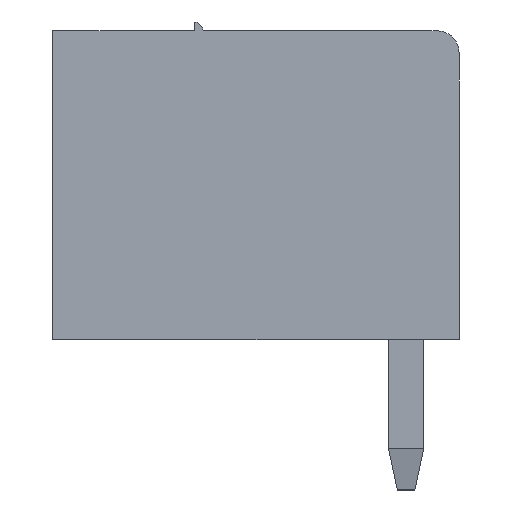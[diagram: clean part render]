
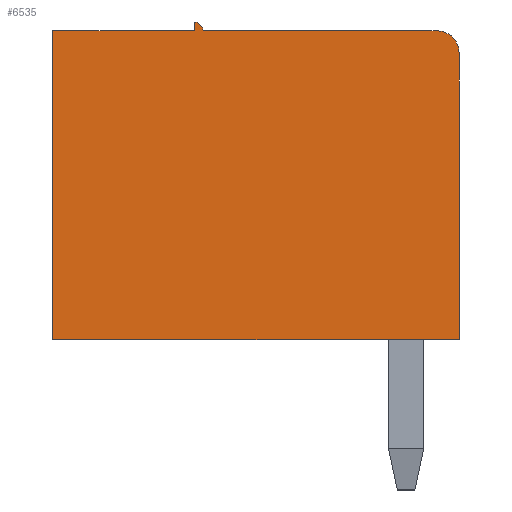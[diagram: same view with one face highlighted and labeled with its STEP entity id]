
A CAD part, left-side view. The second image highlights one B-rep face of the part: STEP entity #6535.
In plain terms, the highlighted planar face has unit normal (-1, 0, 0).
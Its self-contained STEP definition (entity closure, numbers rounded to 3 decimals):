
#474 = VERTEX_POINT ( 'NONE', #27617 ) ;
#534 = CARTESIAN_POINT ( 'NONE',  ( 0., 9.2, 0. ) ) ;
#894 = ORIENTED_EDGE ( 'NONE', *, *, #33571, .T. ) ;
#1053 = EDGE_CURVE ( 'NONE', #24575, #7357, #4343, .T. ) ;
#1564 = CARTESIAN_POINT ( 'NONE',  ( 0., 0., 6.5 ) ) ;
#3074 = CARTESIAN_POINT ( 'NONE',  ( 0., 6., 7. ) ) ;
#4343 = LINE ( 'NONE', #17666, #39497 ) ;
#4955 = DIRECTION ( 'NONE',  ( 0., 0., -1. ) ) ;
#6092 = CARTESIAN_POINT ( 'NONE',  ( 0., 9.2, 0. ) ) ;
#6430 = EDGE_CURVE ( 'NONE', #28606, #474, #31459, .T. ) ;
#6535 = ADVANCED_FACE ( 'NONE', ( #20458 ), #8139, .F. ) ;
#7113 = DIRECTION ( 'NONE',  ( 0., -1., 0. ) ) ;
#7357 = VERTEX_POINT ( 'NONE', #11853 ) ;
#7763 = EDGE_CURVE ( 'NONE', #27721, #28982, #10792, .T. ) ;
#8139 = PLANE ( 'NONE',  #36421 ) ;
#9194 = CARTESIAN_POINT ( 'NONE',  ( 0., 0., 7. ) ) ;
#10169 = CARTESIAN_POINT ( 'NONE',  ( 0., 9.2, 7. ) ) ;
#10597 = DIRECTION ( 'NONE',  ( 1., 0., 0. ) ) ;
#10792 = LINE ( 'NONE', #534, #29434 ) ;
#11853 = CARTESIAN_POINT ( 'NONE',  ( 0., 0.5, 7. ) ) ;
#12141 = VERTEX_POINT ( 'NONE', #1564 ) ;
#12635 = DIRECTION ( 'NONE',  ( -1., 0., 0. ) ) ;
#14675 = DIRECTION ( 'NONE',  ( 0., 0., -1. ) ) ;
#15330 = VECTOR ( 'NONE', #4955, 1000. ) ;
#15475 = EDGE_CURVE ( 'NONE', #21652, #474, #40498, .T. ) ;
#15722 = VECTOR ( 'NONE', #29894, 1000. ) ;
#15818 = DIRECTION ( 'NONE',  ( 0., -1., 0. ) ) ;
#16729 = DIRECTION ( 'NONE',  ( 0., 0., 1. ) ) ;
#17083 = ORIENTED_EDGE ( 'NONE', *, *, #43294, .T. ) ;
#17666 = CARTESIAN_POINT ( 'NONE',  ( 0., 9.2, 7. ) ) ;
#19253 = DIRECTION ( 'NONE',  ( 0., 0., 1. ) ) ;
#19771 = VECTOR ( 'NONE', #39032, 1000. ) ;
#20458 = FACE_OUTER_BOUND ( 'NONE', #40620, .T. ) ;
#20657 = ORIENTED_EDGE ( 'NONE', *, *, #1053, .F. ) ;
#20847 = CARTESIAN_POINT ( 'NONE',  ( 0., 6., 7.2 ) ) ;
#21086 = ORIENTED_EDGE ( 'NONE', *, *, #7763, .T. ) ;
#21207 = CARTESIAN_POINT ( 'NONE',  ( 0., 5.8, 7. ) ) ;
#21652 = VERTEX_POINT ( 'NONE', #37948 ) ;
#22376 = CIRCLE ( 'NONE', #26546, 0.2 ) ;
#22598 = DIRECTION ( 'NONE',  ( -1., 0., 0. ) ) ;
#22743 = CARTESIAN_POINT ( 'NONE',  ( 0., 9.2, 7. ) ) ;
#24575 = VERTEX_POINT ( 'NONE', #21207 ) ;
#24691 = CARTESIAN_POINT ( 'NONE',  ( 0., 6., 7. ) ) ;
#25593 = ORIENTED_EDGE ( 'NONE', *, *, #15475, .F. ) ;
#26460 = CARTESIAN_POINT ( 'NONE',  ( 0., 0.5, 6.5 ) ) ;
#26546 = AXIS2_PLACEMENT_3D ( 'NONE', #3074, #22598, #19253 ) ;
#27617 = CARTESIAN_POINT ( 'NONE',  ( 0., 6., 7. ) ) ;
#27624 = EDGE_CURVE ( 'NONE', #12141, #7357, #34758, .T. ) ;
#27721 = VERTEX_POINT ( 'NONE', #6092 ) ;
#28606 = VERTEX_POINT ( 'NONE', #20847 ) ;
#28982 = VERTEX_POINT ( 'NONE', #42694 ) ;
#29434 = VECTOR ( 'NONE', #7113, 1000. ) ;
#29470 = ORIENTED_EDGE ( 'NONE', *, *, #6430, .T. ) ;
#29631 = ORIENTED_EDGE ( 'NONE', *, *, #27624, .T. ) ;
#29894 = DIRECTION ( 'NONE',  ( 0., -1., 0. ) ) ;
#30121 = ORIENTED_EDGE ( 'NONE', *, *, #38181, .F. ) ;
#31459 = LINE ( 'NONE', #24691, #15330 ) ;
#31596 = DIRECTION ( 'NONE',  ( 0., 0., -1. ) ) ;
#31945 = LINE ( 'NONE', #22743, #19771 ) ;
#32177 = LINE ( 'NONE', #9194, #38578 ) ;
#33571 = EDGE_CURVE ( 'NONE', #28982, #12141, #32177, .T. ) ;
#33662 = CARTESIAN_POINT ( 'NONE',  ( 0., 9.2, 7. ) ) ;
#34758 = CIRCLE ( 'NONE', #36884, 0.5 ) ;
#36421 = AXIS2_PLACEMENT_3D ( 'NONE', #33662, #10597, #14675 ) ;
#36884 = AXIS2_PLACEMENT_3D ( 'NONE', #26460, #12635, #31596 ) ;
#37948 = CARTESIAN_POINT ( 'NONE',  ( 0., 9.2, 7. ) ) ;
#38181 = EDGE_CURVE ( 'NONE', #27721, #21652, #31945, .T. ) ;
#38578 = VECTOR ( 'NONE', #16729, 1000. ) ;
#39032 = DIRECTION ( 'NONE',  ( 0., 0., 1. ) ) ;
#39497 = VECTOR ( 'NONE', #15818, 1000. ) ;
#40498 = LINE ( 'NONE', #10169, #15722 ) ;
#40620 = EDGE_LOOP ( 'NONE', ( #894, #29631, #20657, #17083, #29470, #25593, #30121, #21086 ) ) ;
#42694 = CARTESIAN_POINT ( 'NONE',  ( 0., 0., 0. ) ) ;
#43294 = EDGE_CURVE ( 'NONE', #24575, #28606, #22376, .T. ) ;
